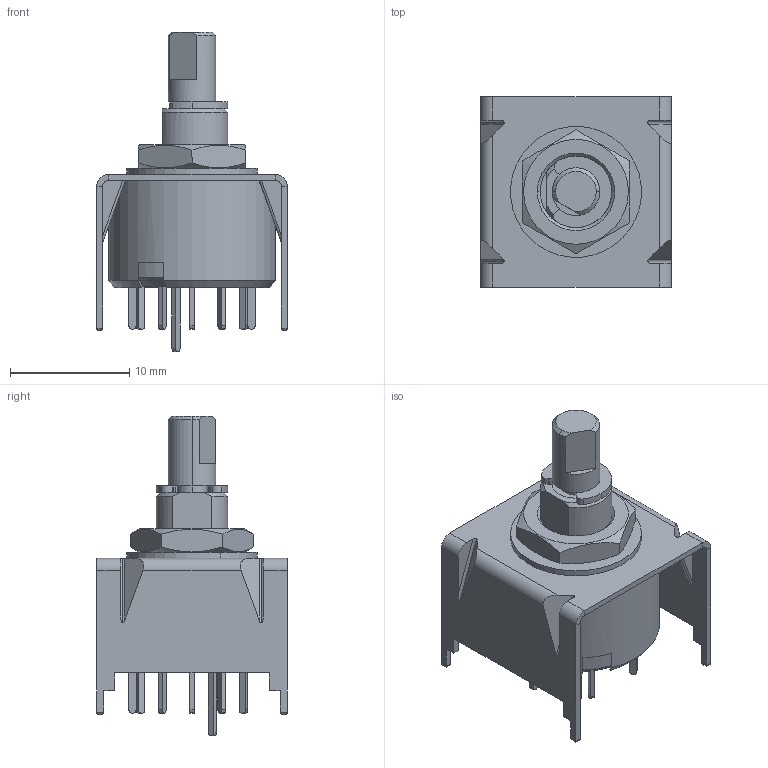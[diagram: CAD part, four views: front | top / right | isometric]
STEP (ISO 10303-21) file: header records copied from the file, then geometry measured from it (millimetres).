
FILE_DESCRIPTION (( 'STEP AP203' ), '1' );
FILE_NAME ('11ﾏ1ﾍ 32-0.STEP', '2020-02-18T02:20:44', ( '' ), ( '' ), 'SwSTEP 2.0', 'SolidWorks 2017', '' );
FILE_SCHEMA (( 'CONFIG_CONTROL_DESIGN' ));
Length unit declared in the file: millimetre
Products named in the file (26): ÌÏÍ3 Êîíòàêò íà 180; ÌÏÍ3 10Ï âûâîä-oa7; Øàéáà êîíòð. Ì6; Ãàéêà Ì6; 匀棠.754175.002 暑朦鲱 箫腩蝽栩咫铄; 扻錪犩 諘瀁謺鍷; 扻豵鵨; ﾔﾈﾌﾄ-ﾝ.18.34 ﾂ琿; ÔÈÌÄ-Ý.18.27 Óçåë ôèêñàöèè; ÔÈÌÄ.758491.005 Øàéáà-ïðîêëàäêà; ÌÏÍ3 10Ï îñíîâàíèå; ÌÏÍ3 ðîòîð 4Í; 11ﾏ1ﾍ 32-0; �����_11�1�; ÌÏÍ3 Ïðóæèíêà Ô ïðÿìàÿ; ﾔﾈﾌﾄ.745328.001 ﾊ煇鳫
Assembly tree (24 placements, depth 3):
  ÌÏÍ3 ðîòîð 4Í
  11ﾏ1ﾍ 32-0
    ÔÈÌÄ-Ý.18.27 Óçåë ôèêñàöèè
      扻豵鵨
      扻錪犩 諘瀁謺鍷
      匀棠.754175.002 暑朦鲱 箫腩蝽栩咫铄  x2
    �����_11�1�
      ÌÏÍ3 Êîíòàêò íà 180
      ÌÏÍ3 10Ï âûâîä-oa7
      ÌÏÍ3 10Ï îñíîâàíèå
      ÌÏÍ3 10Ï âûâîä-oa7
      ÌÏÍ3 10Ï âûâîä-oa7
      ÌÏÍ3 10Ï âûâîä-oa7
      ÌÏÍ3 10Ï âûâîä-oa7
      ÌÏÍ3 10Ï âûâîä-oa7
      ÌÏÍ3 10Ï âûâîä-oa7
      ÌÏÍ3 10Ï âûâîä-oa7
      ÌÏÍ3 10Ï âûâîä-oa7
      ÌÏÍ3 10Ï âûâîä-oa7
      ÌÏÍ3 10Ï âûâîä-oa7
    ﾔﾈﾌﾄ-ﾝ.18.34 ﾂ琿
    ﾔﾈﾌﾄ.745328.001 ﾊ煇鳫
    ÔÈÌÄ.758491.005 Øàéáà-ïðîêëàäêà
    Øàéáà êîíòð. Ì6
    Ãàéêà Ì6
  ÌÏÍ3 Ïðóæèíêà Ô ïðÿìàÿ
Bounding box: 16 x 16 x 26.85 mm (x, y, z)
Volume: 1126.1 mm3; surface area: 3772.9 mm2
Topology: 22 solids, 22 shells, 471 faces, 1129 edges, 722 vertices
Faces by surface type: plane 258, cylinder 135, bspline 50, cone 28
Entity records: 17173 total; most frequent: CARTESIAN_POINT 3863, ORIENTED_EDGE 2242, DIRECTION 2083, EDGE_CURVE 1121, VECTOR 719, LINE 719, VERTEX_POINT 718, AXIS2_PLACEMENT_3D 682
